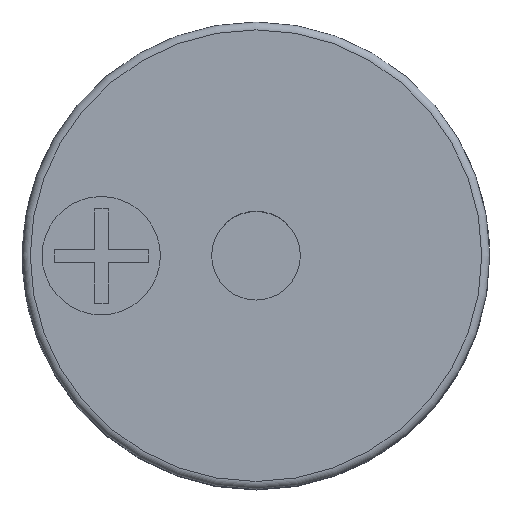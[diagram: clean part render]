
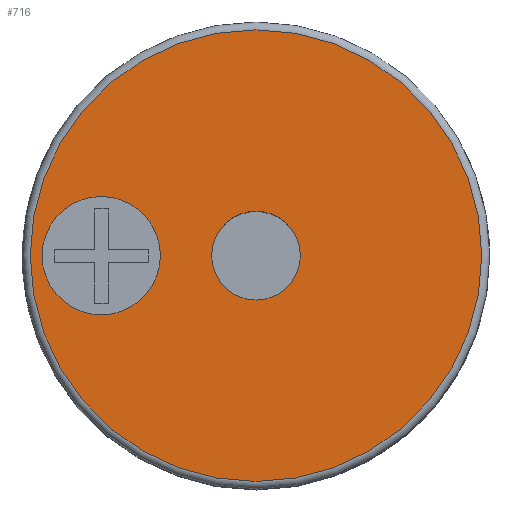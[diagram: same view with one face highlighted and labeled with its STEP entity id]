
A CAD part, top view. The second image highlights one B-rep face of the part: STEP entity #716.
In plain terms, the highlighted planar face has unit normal (0, 0, 1).
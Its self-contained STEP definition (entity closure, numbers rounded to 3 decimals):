
#15=FACE_BOUND('',#140,.T.);
#16=FACE_BOUND('',#141,.T.);
#55=PLANE('',#806);
#95=FACE_OUTER_BOUND('',#139,.T.);
#139=EDGE_LOOP('',(#637,#638));
#140=EDGE_LOOP('',(#639));
#141=EDGE_LOOP('',(#640));
#301=CIRCLE('',#795,1.5);
#303=CIRCLE('',#799,5.725);
#307=CIRCLE('',#803,5.725);
#309=CIRCLE('',#807,1.125);
#367=VERTEX_POINT('',#1199);
#369=VERTEX_POINT('',#1206);
#370=VERTEX_POINT('',#1207);
#374=VERTEX_POINT('',#1220);
#458=EDGE_CURVE('',#367,#367,#301,.T.);
#461=EDGE_CURVE('',#369,#370,#303,.T.);
#465=EDGE_CURVE('',#370,#369,#307,.T.);
#468=EDGE_CURVE('',#374,#374,#309,.T.);
#637=ORIENTED_EDGE('',*,*,#461,.F.);
#638=ORIENTED_EDGE('',*,*,#465,.F.);
#639=ORIENTED_EDGE('',*,*,#458,.T.);
#640=ORIENTED_EDGE('',*,*,#468,.T.);
#716=ADVANCED_FACE('',(#95,#15,#16),#55,.T.);
#795=AXIS2_PLACEMENT_3D('',#1200,#982,#983);
#799=AXIS2_PLACEMENT_3D('',#1208,#991,#992);
#803=AXIS2_PLACEMENT_3D('',#1214,#999,#1000);
#806=AXIS2_PLACEMENT_3D('',#1219,#1006,#1007);
#807=AXIS2_PLACEMENT_3D('',#1221,#1008,#1009);
#982=DIRECTION('center_axis',(0.,0.,-1.));
#983=DIRECTION('ref_axis',(-1.,0.,0.));
#991=DIRECTION('center_axis',(0.,0.,-1.));
#992=DIRECTION('ref_axis',(-1.,0.,0.));
#999=DIRECTION('center_axis',(0.,0.,-1.));
#1000=DIRECTION('ref_axis',(-1.,0.,0.));
#1006=DIRECTION('center_axis',(0.,0.,1.));
#1007=DIRECTION('ref_axis',(1.,0.,0.));
#1008=DIRECTION('center_axis',(0.,0.,-1.));
#1009=DIRECTION('ref_axis',(-1.,0.,0.));
#1199=CARTESIAN_POINT('',(1.5,0.,9.6));
#1200=CARTESIAN_POINT('Origin',(0.,0.,9.6));
#1206=CARTESIAN_POINT('',(9.65,0.,9.6));
#1207=CARTESIAN_POINT('',(-1.8,0.,9.6));
#1208=CARTESIAN_POINT('Origin',(3.925,0.,9.6));
#1214=CARTESIAN_POINT('Origin',(3.925,0.,9.6));
#1219=CARTESIAN_POINT('Origin',(3.925,0.,9.6));
#1220=CARTESIAN_POINT('',(5.05,0.,9.6));
#1221=CARTESIAN_POINT('Origin',(3.925,0.,9.6));
